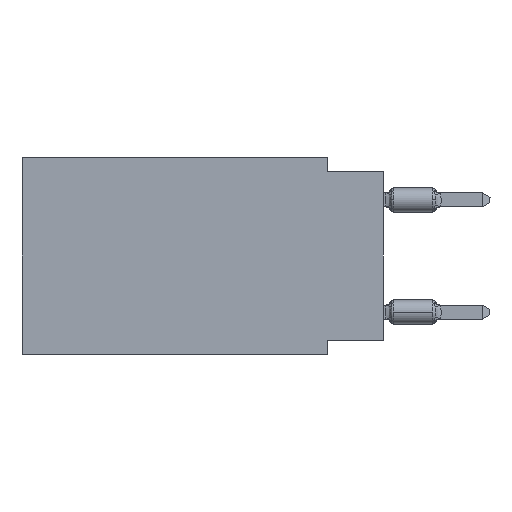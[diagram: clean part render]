
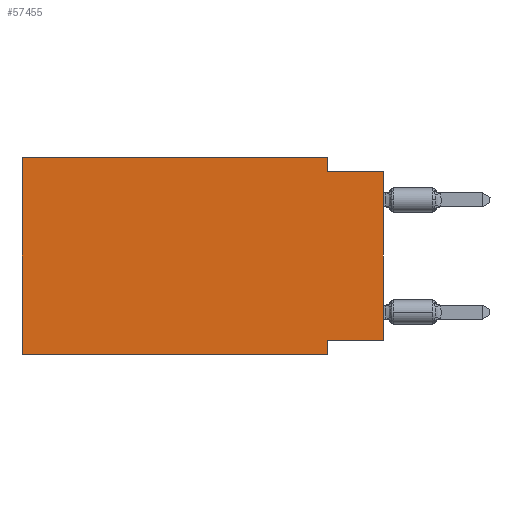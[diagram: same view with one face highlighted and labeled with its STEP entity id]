
A CAD part, left-side view. The second image highlights one B-rep face of the part: STEP entity #57455.
In plain terms, the highlighted planar face has unit normal (-1, 0, 0).
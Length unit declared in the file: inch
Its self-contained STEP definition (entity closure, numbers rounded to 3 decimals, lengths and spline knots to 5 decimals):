
#990 = ORIENTED_EDGE ( 'NONE', *, *, #36546, .F. ) ;
#1712 = LINE ( 'NONE', #24995, #47789 ) ;
#2295 = CARTESIAN_POINT ( 'NONE',  ( 0., 0., -0.325 ) ) ;
#2446 = CARTESIAN_POINT ( 'NONE',  ( 0., 0.645, 0. ) ) ;
#2871 = CARTESIAN_POINT ( 'NONE',  ( 0., 0.1, -0.35 ) ) ;
#3770 = VERTEX_POINT ( 'NONE', #18138 ) ;
#5562 = PLANE ( 'NONE',  #46087 ) ;
#6203 = LINE ( 'NONE', #43670, #15183 ) ;
#9071 = VERTEX_POINT ( 'NONE', #57789 ) ;
#9824 = DIRECTION ( 'NONE',  ( 0., -1., 0. ) ) ;
#10378 = CARTESIAN_POINT ( 'NONE',  ( 0., 0., -0.025 ) ) ;
#11246 = EDGE_LOOP ( 'NONE', ( #58826, #13339, #990, #13490, #59241, #53603, #37534, #56961 ) ) ;
#13157 = VECTOR ( 'NONE', #46861, 39.37008 ) ;
#13339 = ORIENTED_EDGE ( 'NONE', *, *, #54234, .F. ) ;
#13490 = ORIENTED_EDGE ( 'NONE', *, *, #44663, .F. ) ;
#13980 = VECTOR ( 'NONE', #20446, 39.37008 ) ;
#14264 = EDGE_CURVE ( 'NONE', #17413, #57219, #40287, .T. ) ;
#15183 = VECTOR ( 'NONE', #20119, 39.37008 ) ;
#15376 = VERTEX_POINT ( 'NONE', #18278 ) ;
#15908 = LINE ( 'NONE', #2295, #47344 ) ;
#17413 = VERTEX_POINT ( 'NONE', #47902 ) ;
#18138 = CARTESIAN_POINT ( 'NONE',  ( 0., 0.1, 0. ) ) ;
#18278 = CARTESIAN_POINT ( 'NONE',  ( 0., 0.645, 0. ) ) ;
#19092 = VECTOR ( 'NONE', #40597, 39.37008 ) ;
#19845 = CARTESIAN_POINT ( 'NONE',  ( 0., 0., 0. ) ) ;
#19872 = VERTEX_POINT ( 'NONE', #20059 ) ;
#20059 = CARTESIAN_POINT ( 'NONE',  ( 0., 0., -0.325 ) ) ;
#20119 = DIRECTION ( 'NONE',  ( 0., 0., -1. ) ) ;
#20160 = DIRECTION ( 'NONE',  ( 0., -1., 0. ) ) ;
#20446 = DIRECTION ( 'NONE',  ( 0., 0., 1. ) ) ;
#22625 = EDGE_CURVE ( 'NONE', #19872, #35642, #38261, .T. ) ;
#22643 = EDGE_CURVE ( 'NONE', #44181, #57219, #1712, .T. ) ;
#23403 = FACE_OUTER_BOUND ( 'NONE', #11246, .T. ) ;
#23715 = LINE ( 'NONE', #33065, #41893 ) ;
#24995 = CARTESIAN_POINT ( 'NONE',  ( 0., 0.645, -0.35 ) ) ;
#28517 = DIRECTION ( 'NONE',  ( 0., 0., -1. ) ) ;
#32948 = LINE ( 'NONE', #54753, #13157 ) ;
#33065 = CARTESIAN_POINT ( 'NONE',  ( 0., 0.645, 0. ) ) ;
#35642 = VERTEX_POINT ( 'NONE', #10378 ) ;
#36546 = EDGE_CURVE ( 'NONE', #3770, #9071, #6203, .T. ) ;
#37534 = ORIENTED_EDGE ( 'NONE', *, *, #14264, .F. ) ;
#38261 = LINE ( 'NONE', #19845, #13980 ) ;
#39617 = EDGE_CURVE ( 'NONE', #19872, #17413, #15908, .T. ) ;
#40287 = LINE ( 'NONE', #58773, #19092 ) ;
#40597 = DIRECTION ( 'NONE',  ( 0., 0., -1. ) ) ;
#41816 = DIRECTION ( 'NONE',  ( 1., 0., 0. ) ) ;
#41893 = VECTOR ( 'NONE', #9824, 39.37008 ) ;
#43175 = EDGE_CURVE ( 'NONE', #44181, #15376, #43580, .T. ) ;
#43580 = LINE ( 'NONE', #2446, #51593 ) ;
#43670 = CARTESIAN_POINT ( 'NONE',  ( 0., 0.1, 0. ) ) ;
#44181 = VERTEX_POINT ( 'NONE', #54917 ) ;
#44625 = DIRECTION ( 'NONE',  ( 0., 1., 0. ) ) ;
#44663 = EDGE_CURVE ( 'NONE', #15376, #3770, #23715, .T. ) ;
#46087 = AXIS2_PLACEMENT_3D ( 'NONE', #53245, #41816, #28517 ) ;
#46861 = DIRECTION ( 'NONE',  ( 0., -1., 0. ) ) ;
#47344 = VECTOR ( 'NONE', #44625, 39.37008 ) ;
#47789 = VECTOR ( 'NONE', #20160, 39.37008 ) ;
#47902 = CARTESIAN_POINT ( 'NONE',  ( 0., 0.1, -0.325 ) ) ;
#48134 = DIRECTION ( 'NONE',  ( 0., 0., 1. ) ) ;
#51593 = VECTOR ( 'NONE', #48134, 39.37008 ) ;
#53245 = CARTESIAN_POINT ( 'NONE',  ( 0., 0.645, 0. ) ) ;
#53603 = ORIENTED_EDGE ( 'NONE', *, *, #22643, .T. ) ;
#54234 = EDGE_CURVE ( 'NONE', #9071, #35642, #32948, .T. ) ;
#54753 = CARTESIAN_POINT ( 'NONE',  ( 0., 0., -0.025 ) ) ;
#54917 = CARTESIAN_POINT ( 'NONE',  ( 0., 0.645, -0.35 ) ) ;
#56961 = ORIENTED_EDGE ( 'NONE', *, *, #39617, .F. ) ;
#57219 = VERTEX_POINT ( 'NONE', #2871 ) ;
#57455 = ADVANCED_FACE ( 'NONE', ( #23403 ), #5562, .F. ) ;
#57789 = CARTESIAN_POINT ( 'NONE',  ( 0., 0.1, -0.025 ) ) ;
#58773 = CARTESIAN_POINT ( 'NONE',  ( 0., 0.1, -0.35 ) ) ;
#58826 = ORIENTED_EDGE ( 'NONE', *, *, #22625, .T. ) ;
#59241 = ORIENTED_EDGE ( 'NONE', *, *, #43175, .F. ) ;
